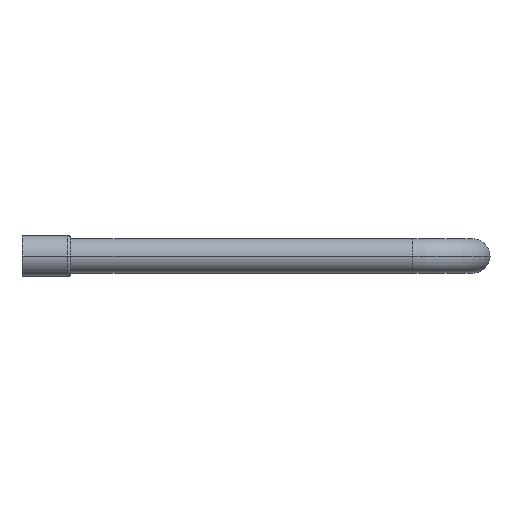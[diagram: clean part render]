
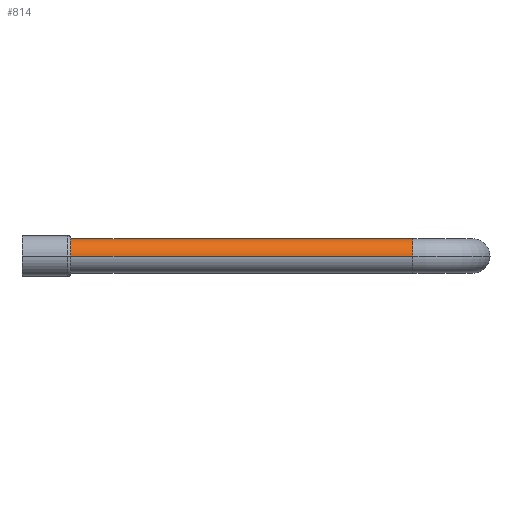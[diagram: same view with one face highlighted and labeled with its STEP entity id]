
A CAD part, left-side view. The second image highlights one B-rep face of the part: STEP entity #814.
In plain terms, the highlighted cylindrical face has radius 9.995 mm (diameter 19.99 mm), a partial arc.
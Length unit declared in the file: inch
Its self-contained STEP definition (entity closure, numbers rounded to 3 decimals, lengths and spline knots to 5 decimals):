
#76=DIRECTION('',(0.,1.,0.));
#77=VECTOR('',#76,0.622);
#78=CARTESIAN_POINT('',(-9.6065,3.62787,-0.0005));
#79=LINE('',#78,#77);
#80=CARTESIAN_POINT('',(-9.71903,3.35237,0.275));
#81=CARTESIAN_POINT('',(-9.71903,3.36341,0.275));
#82=CARTESIAN_POINT('',(-9.71773,3.38593,0.27368));
#83=CARTESIAN_POINT('',(-9.71143,3.42116,0.26712));
#84=CARTESIAN_POINT('',(-9.70072,3.45734,0.25523));
#85=CARTESIAN_POINT('',(-9.6859,3.49405,0.23706));
#86=CARTESIAN_POINT('',(-9.66803,3.52995,0.21167));
#87=CARTESIAN_POINT('',(-9.6502,3.56114,0.18099));
#88=CARTESIAN_POINT('',(-9.63436,3.58656,0.1466));
#89=CARTESIAN_POINT('',(-9.62188,3.6055,0.11062));
#90=CARTESIAN_POINT('',(-9.61296,3.61859,0.07378));
#91=CARTESIAN_POINT('',(-9.60766,3.62621,0.03663));
#92=CARTESIAN_POINT('',(-9.6065,3.62787,0.01184));
#93=CARTESIAN_POINT('',(-9.6065,3.62787,-0.0005));
#95=CARTESIAN_POINT('',(-9.6065,3.07687,-0.0005));
#96=CARTESIAN_POINT('',(-9.6065,3.07687,0.02183));
#97=CARTESIAN_POINT('',(-9.61004,3.08194,0.06708));
#98=CARTESIAN_POINT('',(-9.63009,3.11127,0.14007));
#99=CARTESIAN_POINT('',(-9.65894,3.15751,0.19873));
#100=CARTESIAN_POINT('',(-9.68976,3.21629,0.24303));
#101=CARTESIAN_POINT('',(-9.71415,3.28743,0.27023));
#102=CARTESIAN_POINT('',(-9.71903,3.33072,0.275));
#103=CARTESIAN_POINT('',(-9.71903,3.35237,0.275));
#105=DIRECTION('',(0.,1.,0.));
#106=VECTOR('',#105,1.949);
#107=CARTESIAN_POINT('',(-9.6065,1.12787,-0.0005));
#108=LINE('',#107,#106);
#109=CARTESIAN_POINT('',(-9.71903,0.85237,0.275));
#110=CARTESIAN_POINT('',(-9.71903,0.86341,0.275));
#111=CARTESIAN_POINT('',(-9.71773,0.88593,
0.27368));
#112=CARTESIAN_POINT('',(-9.71143,0.92116,
0.26712));
#113=CARTESIAN_POINT('',(-9.70072,0.95734,
0.25523));
#114=CARTESIAN_POINT('',(-9.6859,0.99405,
0.23706));
#115=CARTESIAN_POINT('',(-9.66803,1.02995,0.21167));
#116=CARTESIAN_POINT('',(-9.6502,1.06114,0.18099));
#117=CARTESIAN_POINT('',(-9.63436,1.08656,0.1466));
#118=CARTESIAN_POINT('',(-9.62188,1.1055,0.11062));
#119=CARTESIAN_POINT('',(-9.61296,1.11859,0.07378));
#120=CARTESIAN_POINT('',(-9.60766,1.12621,0.03663));
#121=CARTESIAN_POINT('',(-9.6065,1.12787,0.01184));
#122=CARTESIAN_POINT('',(-9.6065,1.12787,-0.0005));
#124=CARTESIAN_POINT('',(-9.6065,0.57687,-0.0005));
#125=CARTESIAN_POINT('',(-9.6065,0.57687,0.02183));
#126=CARTESIAN_POINT('',(-9.61004,0.58194,
0.06708));
#127=CARTESIAN_POINT('',(-9.63009,0.61127,
0.14007));
#128=CARTESIAN_POINT('',(-9.65894,0.65751,
0.19873));
#129=CARTESIAN_POINT('',(-9.68976,0.71629,
0.24303));
#130=CARTESIAN_POINT('',(-9.71415,0.78743,
0.27023));
#131=CARTESIAN_POINT('',(-9.71903,0.83072,0.275));
#132=CARTESIAN_POINT('',(-9.71903,0.85237,0.275));
#134=DIRECTION('',(0.,1.,0.));
#135=VECTOR('',#134,1.949);
#136=CARTESIAN_POINT('',(-9.6065,-1.37213,-0.0005));
#137=LINE('',#136,#135);
#138=CARTESIAN_POINT('',(-9.71903,-1.64763,0.275));
#139=CARTESIAN_POINT('',(-9.71903,-1.63659,0.275));
#140=CARTESIAN_POINT('',(-9.71773,-1.61407,
0.27368));
#141=CARTESIAN_POINT('',(-9.71143,-1.57884,
0.26712));
#142=CARTESIAN_POINT('',(-9.70072,-1.54266,
0.25523));
#143=CARTESIAN_POINT('',(-9.6859,-1.50595,
0.23706));
#144=CARTESIAN_POINT('',(-9.66803,-1.47005,
0.21167));
#145=CARTESIAN_POINT('',(-9.6502,-1.43886,
0.18099));
#146=CARTESIAN_POINT('',(-9.63436,-1.41344,
0.1466));
#147=CARTESIAN_POINT('',(-9.62188,-1.3945,
0.11062));
#148=CARTESIAN_POINT('',(-9.61296,-1.38141,
0.07378));
#149=CARTESIAN_POINT('',(-9.60766,-1.37379,
0.03663));
#150=CARTESIAN_POINT('',(-9.6065,-1.37213,0.01184));
#151=CARTESIAN_POINT('',(-9.6065,-1.37213,-0.0005));
#153=CARTESIAN_POINT('',(-9.6065,-1.92313,-0.0005));
#154=CARTESIAN_POINT('',(-9.6065,-1.92313,0.02183));
#155=CARTESIAN_POINT('',(-9.61004,-1.91806,
0.06708));
#156=CARTESIAN_POINT('',(-9.63009,-1.88873,
0.14007));
#157=CARTESIAN_POINT('',(-9.65894,-1.84249,
0.19873));
#158=CARTESIAN_POINT('',(-9.68976,-1.78371,
0.24303));
#159=CARTESIAN_POINT('',(-9.71415,-1.71257,
0.27023));
#160=CARTESIAN_POINT('',(-9.71903,-1.66928,0.275));
#161=CARTESIAN_POINT('',(-9.71903,-1.64763,0.275));
#163=DIRECTION('',(0.,1.,0.));
#164=VECTOR('',#163,1.677);
#165=CARTESIAN_POINT('',(-9.6065,-3.60013,-0.0005));
#166=LINE('',#165,#164);
#167=DIRECTION('',(0.,-1.,0.));
#168=VECTOR('',#167,7.85);
#169=CARTESIAN_POINT('',(-10.3935,4.24987,-0.0005));
#170=LINE('',#169,#168);
#171=CARTESIAN_POINT('',(-10.,4.24987,-0.0005));
#172=DIRECTION('',(0.,1.,0.));
#173=DIRECTION('',(-1.,0.,0.));
#174=AXIS2_PLACEMENT_3D('',#171,#172,#173);
#318=CARTESIAN_POINT('',(-10.,-3.60013,-0.0005));
#319=DIRECTION('',(0.,-1.,0.));
#320=DIRECTION('',(1.,0.,0.));
#321=AXIS2_PLACEMENT_3D('',#318,#319,#320);
#587=CARTESIAN_POINT('',(-10.3935,-3.60013,-0.0005));
#589=VERTEX_POINT('',#587);
#590=CARTESIAN_POINT('',(-9.6065,-3.60013,-0.0005));
#591=VERTEX_POINT('',#590);
#594=VERTEX_POINT('',#95);
#595=VERTEX_POINT('',#103);
#597=VERTEX_POINT('',#124);
#598=VERTEX_POINT('',#132);
#600=VERTEX_POINT('',#153);
#601=VERTEX_POINT('',#161);
#603=CARTESIAN_POINT('',(-9.6065,3.62787,-0.0005));
#604=CARTESIAN_POINT('',(-9.6065,4.24987,-0.0005));
#605=VERTEX_POINT('',#603);
#606=VERTEX_POINT('',#604);
#607=CARTESIAN_POINT('',(-10.3935,4.24987,-0.0005));
#608=VERTEX_POINT('',#607);
#609=VERTEX_POINT('',#151);
#610=VERTEX_POINT('',#122);
#784=CARTESIAN_POINT('',(-10.,4.24987,-0.0005));
#785=DIRECTION('',(0.,-1.,0.));
#786=DIRECTION('',(1.,0.,0.));
#787=AXIS2_PLACEMENT_3D('',#784,#785,#786);
#788=CYLINDRICAL_SURFACE('',#787,0.3935);
#790=ORIENTED_EDGE('',*,*,#789,.F.);
#792=ORIENTED_EDGE('',*,*,#791,.F.);
#793=ORIENTED_EDGE('',*,*,#707,.F.);
#795=ORIENTED_EDGE('',*,*,#794,.F.);
#797=ORIENTED_EDGE('',*,*,#796,.F.);
#798=ORIENTED_EDGE('',*,*,#727,.F.);
#800=ORIENTED_EDGE('',*,*,#799,.F.);
#802=ORIENTED_EDGE('',*,*,#801,.F.);
#803=ORIENTED_EDGE('',*,*,#747,.F.);
#805=ORIENTED_EDGE('',*,*,#804,.F.);
#807=ORIENTED_EDGE('',*,*,#806,.T.);
#809=ORIENTED_EDGE('',*,*,#808,.F.);
#811=ORIENTED_EDGE('',*,*,#810,.T.);
#812=EDGE_LOOP('',(#790,#792,#793,#795,#797,#798,#800,#802,#803,#805,#807,#809,
#811));
#813=FACE_OUTER_BOUND('',#812,.F.);
#814=ADVANCED_FACE('',(#813),#788,.T.);
#94=B_SPLINE_CURVE_WITH_KNOTS('',3,(#80,#81,#82,#83,#84,#85,#86,#87,#88,#89,#90,
#91,#92,#93),.UNSPECIFIED.,.F.,.F.,(4,1,1,1,1,1,1,1,1,1,1,4),(0.,
0.09091,0.18182,0.27273,0.36364,
0.45455,0.54545,0.63636,0.72727,
0.81818,0.90909,1.),.UNSPECIFIED.);
#104=B_SPLINE_CURVE_WITH_KNOTS('',3,(#95,#96,#97,#98,#99,#100,#101,#102,#103),
.UNSPECIFIED.,.F.,.F.,(4,1,1,1,1,1,4),(0.,0.16667,0.33333,
0.5,0.66667,0.83333,1.),.UNSPECIFIED.);
#123=B_SPLINE_CURVE_WITH_KNOTS('',3,(#109,#110,#111,#112,#113,#114,#115,#116,
#117,#118,#119,#120,#121,#122),.UNSPECIFIED.,.F.,.F.,(4,1,1,1,1,1,1,1,1,1,1,4),(
0.,0.09091,0.18182,0.27273,0.36364,
0.45455,0.54545,0.63636,0.72727,
0.81818,0.90909,1.),.UNSPECIFIED.);
#133=B_SPLINE_CURVE_WITH_KNOTS('',3,(#124,#125,#126,#127,#128,#129,#130,#131,
#132),.UNSPECIFIED.,.F.,.F.,(4,1,1,1,1,1,4),(0.,0.16667,
0.33333,0.5,0.66667,0.83333,1.),
.UNSPECIFIED.);
#152=B_SPLINE_CURVE_WITH_KNOTS('',3,(#138,#139,#140,#141,#142,#143,#144,#145,
#146,#147,#148,#149,#150,#151),.UNSPECIFIED.,.F.,.F.,(4,1,1,1,1,1,1,1,1,1,1,4),(
0.,0.09091,0.18182,0.27273,0.36364,
0.45455,0.54545,0.63636,0.72727,
0.81818,0.90909,1.),.UNSPECIFIED.);
#162=B_SPLINE_CURVE_WITH_KNOTS('',3,(#153,#154,#155,#156,#157,#158,#159,#160,
#161),.UNSPECIFIED.,.F.,.F.,(4,1,1,1,1,1,4),(0.,0.16667,
0.33333,0.5,0.66667,0.83333,1.),
.UNSPECIFIED.);
#175=CIRCLE('',#174,0.3935);
#322=CIRCLE('',#321,0.3935);
#707=EDGE_CURVE('',#594,#595,#104,.T.);
#727=EDGE_CURVE('',#597,#598,#133,.T.);
#747=EDGE_CURVE('',#600,#601,#162,.T.);
#789=EDGE_CURVE('',#605,#606,#79,.T.);
#791=EDGE_CURVE('',#595,#605,#94,.T.);
#794=EDGE_CURVE('',#610,#594,#108,.T.);
#796=EDGE_CURVE('',#598,#610,#123,.T.);
#799=EDGE_CURVE('',#609,#597,#137,.T.);
#801=EDGE_CURVE('',#601,#609,#152,.T.);
#804=EDGE_CURVE('',#591,#600,#166,.T.);
#806=EDGE_CURVE('',#591,#589,#322,.T.);
#808=EDGE_CURVE('',#608,#589,#170,.T.);
#810=EDGE_CURVE('',#608,#606,#175,.T.);
